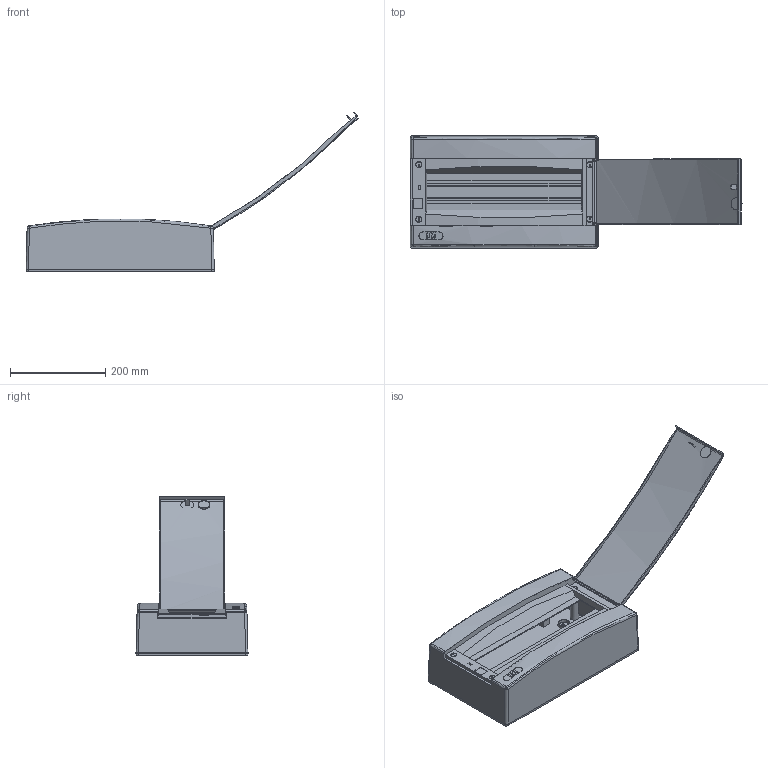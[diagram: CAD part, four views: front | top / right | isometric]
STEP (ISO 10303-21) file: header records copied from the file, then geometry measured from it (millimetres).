
FILE_DESCRIPTION(/* description */ ('Unknown'),/* implementation_level */ '2;1');
FILE_NAME(/* name */ 'ECT_18_PO_Mod',/* time_stamp */ '2020-05-19T15:44:50+02:00',/* author */ ('Unknown'),/* organization */ ('Unknown'),/* preprocessor_version */ 'ST-DEVELOPER v16.7',/* originating_system */ 'DEX',/* authorisation */ $);
FILE_SCHEMA (('AUTOMOTIVE_DESIGN {1 0 10303 214 3 1 1}'));
Length unit declared in the file: millimetre
Products named in the file (8): ECT_18_PO_Mod; Door_ECT_18; Front_ECT_18; Bottom_ECT_18; Screw_M4x8; Pin; TH_18_Rail; ETI LOGO
Assembly tree (11 placements, depth 2):
  ECT_18_PO_Mod
    Door_ECT_18
    Front_ECT_18
    Bottom_ECT_18
    Screw_M4x8  x2
    Pin  x4
    TH_18_Rail
    ETI LOGO
Bounding box: 697.92 x 235.6 x 335.97 mm (x, y, z)
Volume: 1144602.3 mm3; surface area: 829361.9 mm2
Topology: 13 solids, 13 shells, 547 faces, 1378 edges, 914 vertices
Faces by surface type: plane 351, cylinder 96, cone 82, bspline 8, sphere 6, torus 4
Full cylindrical faces by diameter (mm): 4 x2, 8 x2, 12.2 x4
Entity records: 15538 total; most frequent: CARTESIAN_POINT 3496, ORIENTED_EDGE 2402, DIRECTION 2402, EDGE_CURVE 1201, VERTEX_POINT 821, AXIS2_PLACEMENT_3D 809, LINE 784, VECTOR 784
